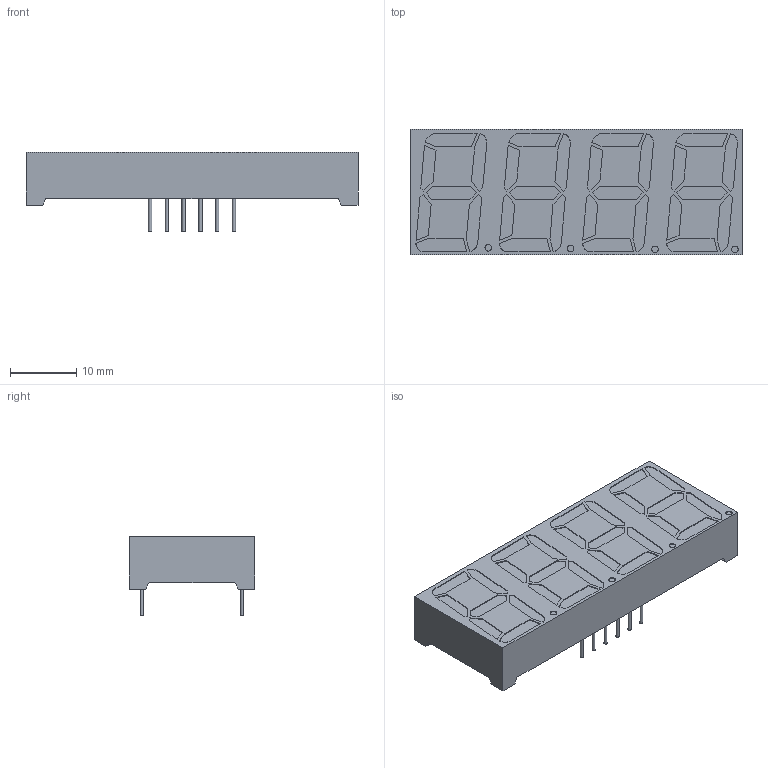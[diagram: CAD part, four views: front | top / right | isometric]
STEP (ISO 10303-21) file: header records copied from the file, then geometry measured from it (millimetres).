
FILE_DESCRIPTION(('FreeCAD Model'),'2;1');
FILE_NAME('lds_5461bs.step', '2020-01-21T18:05:41',('Author'),(''), 'Open CASCADE STEP processor 7.3','FreeCAD','Unknown');
FILE_SCHEMA(('AUTOMOTIVE_DESIGN { 1 0 10303 214 1 1 1 1 }'));
Length unit declared in the file: millimetre
Products named in the file (2): Aluminium; White
Bounding box: 50.3 x 19 x 12 mm (x, y, z)
Volume: 6695 mm3; surface area: 3138.4 mm2
Topology: 13 solids, 13 shells, 253 faces, 572 edges, 377 vertices
Faces by surface type: extrusion 152, plane 85, cylinder 16
Full cylindrical faces by diameter (mm): 0.51 x12, 1 x4
Entity records: 16679 total; most frequent: CARTESIAN_POINT 4543, DIRECTION 1344, ORIENTED_EDGE 1144, PCURVE 1144, DEFINITIONAL_REPRESENTATION 1144, VECTOR 1044, B_SPLINE_CURVE_WITH_KNOTS 912, LINE 892
